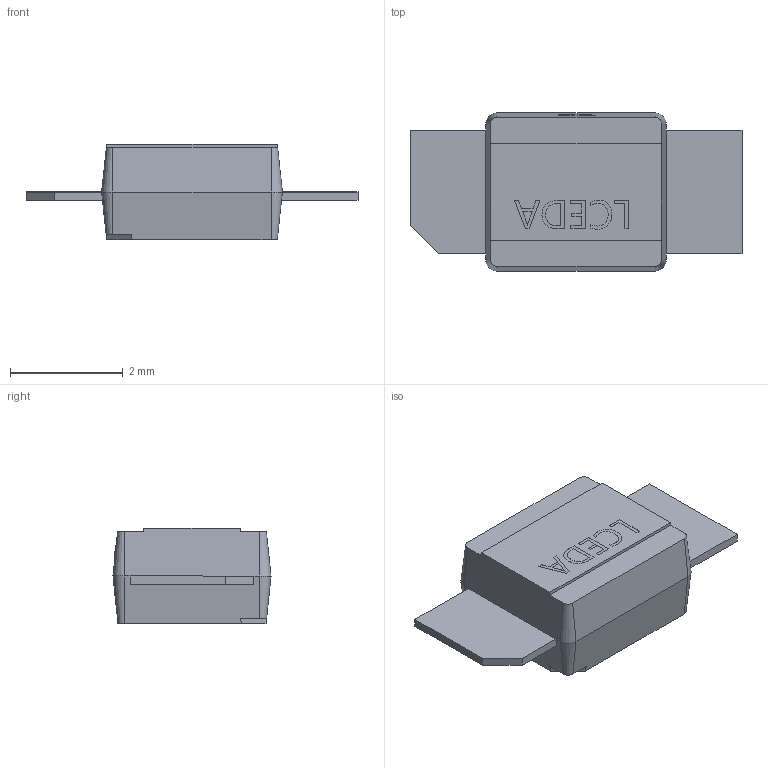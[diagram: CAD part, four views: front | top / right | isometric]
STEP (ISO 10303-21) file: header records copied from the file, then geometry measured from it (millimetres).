
FILE_DESCRIPTION (( 'STEP AP214' ), '1' );
FILE_NAME ('LED-SMD_L3.2-W2.8-LS5.9-RD-EH.step', '2022-07-08T12:47:37', ( '' ), ( '' ), 'SwSTEP 2.0', 'SolidWorks 2020', '' );
FILE_SCHEMA (( 'AUTOMOTIVE_DESIGN' ));
Length unit declared in the file: millimetre
Products named in the file (1): LED-SMD_L3.2-W2.8-LS5.9-RD-EH
Bounding box: 5.88 x 2.8 x 1.7 mm (x, y, z)
Volume: 14.9 mm3; surface area: 60 mm2
Topology: 2 solids, 2 shells, 325 faces, 870 edges, 576 vertices
Faces by surface type: plane 201, bspline 112, cone 12
Entity records: 14858 total; most frequent: CARTESIAN_POINT 3876, ORIENTED_EDGE 1740, DIRECTION 1090, EDGE_CURVE 870, LINE 622, VECTOR 622, VERTEX_POINT 576, EDGE_LOOP 352
